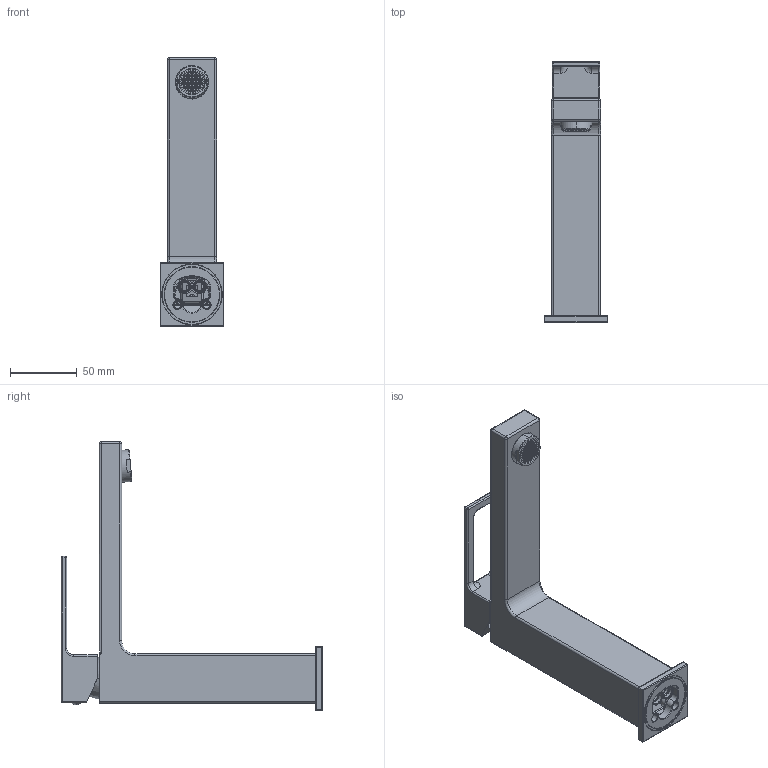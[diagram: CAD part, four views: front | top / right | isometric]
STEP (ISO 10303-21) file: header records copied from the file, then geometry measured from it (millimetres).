
FILE_DESCRIPTION((''),'2;1');
FILE_NAME('EF074CR','2021-01-14T08:32:02',('ut3'),('PAFFONI SpA'),'CREO PARAMETRIC BY PTC INC, 2020044','CREO PARAMETRIC BY PTC INC, 2020044','');
FILE_SCHEMA(('CONFIG_CONTROL_DESIGN','SHAPE_APPEARANCE_LAYERS_GROUPS'));
Products named in the file (1): EF074CR
Bounding box: 48 x 196.28 x 202 mm (x, y, z)
Volume: 174231.4 mm3; surface area: 99723.5 mm2
Topology: 6 solids, 6 shells, 1963 faces, 5558 edges, 3607 vertices
Faces by surface type: plane 1553, cylinder 236, torus 54, cone 53, sphere 42, bspline 25
Entity records: 70893 total; most frequent: CARTESIAN_POINT 13590, ORIENTED_EDGE 11112, DIRECTION 10847, EDGE_CURVE 5556, VECTOR 3895, LINE 3895, VERTEX_POINT 3607, AXIS2_PLACEMENT_3D 3476
